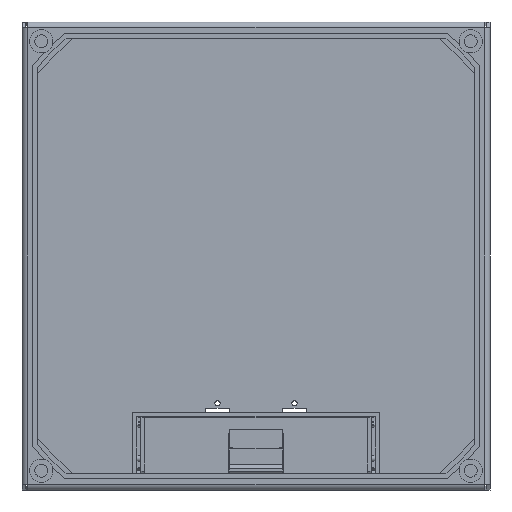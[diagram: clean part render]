
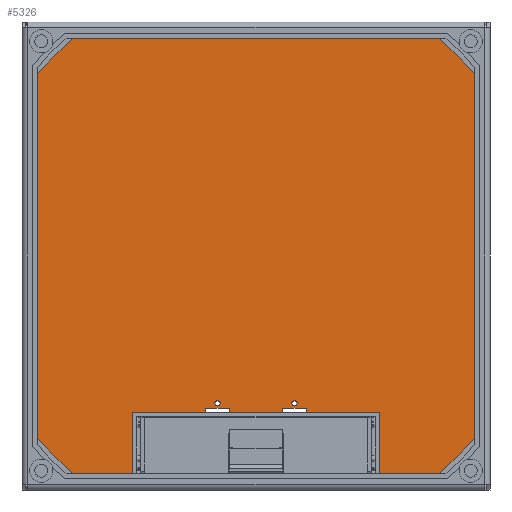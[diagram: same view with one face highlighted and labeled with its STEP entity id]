
A CAD part, front view. The second image highlights one B-rep face of the part: STEP entity #5326.
In plain terms, the highlighted planar face has unit normal (0, -1, 0).
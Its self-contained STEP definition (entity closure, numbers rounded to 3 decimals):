
#4086=DIRECTION('',(1.,0.,0.));
#4087=VECTOR('',#4086,49.3);
#4088=CARTESIAN_POINT('',(66.2,0.,-115.5));
#4089=LINE('',#4088,#4087);
#4188=DIRECTION('',(0.,0.,-1.));
#4189=VECTOR('',#4188,2.2);
#4190=CARTESIAN_POINT('',(26.2,0.,-79.1));
#4191=LINE('',#4190,#4189);
#4196=DIRECTION('',(-1.,0.,0.));
#4197=VECTOR('',#4196,27.6);
#4198=CARTESIAN_POINT('',(13.8,0.,-81.3));
#4199=LINE('',#4198,#4197);
#4200=DIRECTION('',(-1.,0.,0.));
#4201=VECTOR('',#4200,37.95);
#4202=CARTESIAN_POINT('',(-26.2,0.,-81.3));
#4203=LINE('',#4202,#4201);
#4204=DIRECTION('',(0.,0.,-1.));
#4205=VECTOR('',#4204,33.2);
#4206=CARTESIAN_POINT('',(-64.15,0.,-81.3));
#4207=LINE('',#4206,#4205);
#4208=DIRECTION('',(0.,0.,-1.));
#4209=VECTOR('',#4208,1.);
#4210=CARTESIAN_POINT('',(-66.2,0.,-114.5));
#4211=LINE('',#4210,#4209);
#4212=DIRECTION('',(-1.,0.,0.));
#4213=VECTOR('',#4212,37.95);
#4214=CARTESIAN_POINT('',(64.15,0.,-81.3));
#4215=LINE('',#4214,#4213);
#4216=CARTESIAN_POINT('',(-20.,0.,-76.5));
#4217=DIRECTION('',(0.,-1.,0.));
#4218=DIRECTION('',(-1.,0.,0.));
#4219=AXIS2_PLACEMENT_3D('',#4216,#4217,#4218);
#4221=CARTESIAN_POINT('',(-20.,0.,-76.5));
#4222=DIRECTION('',(0.,-1.,0.));
#4223=DIRECTION('',(1.,0.,0.));
#4224=AXIS2_PLACEMENT_3D('',#4221,#4222,#4223);
#4226=CARTESIAN_POINT('',(20.,0.,-76.5));
#4227=DIRECTION('',(0.,-1.,0.));
#4228=DIRECTION('',(-1.,0.,0.));
#4229=AXIS2_PLACEMENT_3D('',#4226,#4227,#4228);
#4231=CARTESIAN_POINT('',(20.,0.,-76.5));
#4232=DIRECTION('',(0.,-1.,0.));
#4233=DIRECTION('',(1.,0.,0.));
#4234=AXIS2_PLACEMENT_3D('',#4231,#4232,#4233);
#4236=DIRECTION('',(1.,0.,0.));
#4237=VECTOR('',#4236,12.4);
#4238=CARTESIAN_POINT('',(13.8,0.,-79.1));
#4239=LINE('',#4238,#4237);
#4244=DIRECTION('',(0.,0.,1.));
#4245=VECTOR('',#4244,2.2);
#4246=CARTESIAN_POINT('',(13.8,0.,-81.3));
#4247=LINE('',#4246,#4245);
#4260=DIRECTION('',(0.,0.,-1.));
#4261=VECTOR('',#4260,2.2);
#4262=CARTESIAN_POINT('',(-13.8,0.,-79.1));
#4263=LINE('',#4262,#4261);
#4268=DIRECTION('',(1.,0.,0.));
#4269=VECTOR('',#4268,12.4);
#4270=CARTESIAN_POINT('',(-26.2,0.,-79.1));
#4271=LINE('',#4270,#4269);
#4276=DIRECTION('',(0.,0.,1.));
#4277=VECTOR('',#4276,2.2);
#4278=CARTESIAN_POINT('',(-26.2,0.,-81.3));
#4279=LINE('',#4278,#4277);
#4300=DIRECTION('',(1.,0.,0.));
#4301=VECTOR('',#4300,2.05);
#4302=CARTESIAN_POINT('',(-66.2,0.,-114.5));
#4303=LINE('',#4302,#4301);
#4334=DIRECTION('',(1.,0.,0.));
#4335=VECTOR('',#4334,49.3);
#4336=CARTESIAN_POINT('',(-115.5,0.,-115.5));
#4337=LINE('',#4336,#4335);
#4450=DIRECTION('',(0.,0.,-1.));
#4451=VECTOR('',#4450,231.);
#4452=CARTESIAN_POINT('',(-115.5,0.,115.5));
#4453=LINE('',#4452,#4451);
#4538=DIRECTION('',(-1.,0.,0.));
#4539=VECTOR('',#4538,231.);
#4540=CARTESIAN_POINT('',(115.5,0.,115.5));
#4541=LINE('',#4540,#4539);
#4626=DIRECTION('',(0.,0.,1.));
#4627=VECTOR('',#4626,231.);
#4628=CARTESIAN_POINT('',(115.5,0.,-115.5));
#4629=LINE('',#4628,#4627);
#4744=DIRECTION('',(0.,0.,-1.));
#4745=VECTOR('',#4744,1.);
#4746=CARTESIAN_POINT('',(66.2,0.,-114.5));
#4747=LINE('',#4746,#4745);
#4752=DIRECTION('',(1.,0.,0.));
#4753=VECTOR('',#4752,2.05);
#4754=CARTESIAN_POINT('',(64.15,0.,-114.5));
#4755=LINE('',#4754,#4753);
#4764=DIRECTION('',(0.,0.,-1.));
#4765=VECTOR('',#4764,33.2);
#4766=CARTESIAN_POINT('',(64.15,0.,-81.3));
#4767=LINE('',#4766,#4765);
#4834=CARTESIAN_POINT('',(115.5,0.,-115.5));
#4835=VERTEX_POINT('',#4834);
#4838=CARTESIAN_POINT('',(66.2,0.,-115.5));
#4839=VERTEX_POINT('',#4838);
#4856=CARTESIAN_POINT('',(-66.2,0.,-115.5));
#4857=VERTEX_POINT('',#4856);
#4860=CARTESIAN_POINT('',(-115.5,0.,-115.5));
#4861=VERTEX_POINT('',#4860);
#4904=CARTESIAN_POINT('',(26.2,0.,-79.1));
#4905=CARTESIAN_POINT('',(26.2,0.,-81.3));
#4906=VERTEX_POINT('',#4904);
#4907=VERTEX_POINT('',#4905);
#4908=CARTESIAN_POINT('',(13.8,0.,-79.1));
#4909=VERTEX_POINT('',#4908);
#4910=CARTESIAN_POINT('',(13.8,0.,-81.3));
#4911=VERTEX_POINT('',#4910);
#4912=CARTESIAN_POINT('',(-13.8,0.,-81.3));
#4913=VERTEX_POINT('',#4912);
#4914=CARTESIAN_POINT('',(-13.8,0.,-79.1));
#4915=VERTEX_POINT('',#4914);
#4916=CARTESIAN_POINT('',(-26.2,0.,-79.1));
#4917=VERTEX_POINT('',#4916);
#4918=CARTESIAN_POINT('',(-26.2,0.,-81.3));
#4919=VERTEX_POINT('',#4918);
#4920=CARTESIAN_POINT('',(-64.15,0.,-81.3));
#4921=VERTEX_POINT('',#4920);
#4922=CARTESIAN_POINT('',(-64.15,0.,-114.5));
#4923=VERTEX_POINT('',#4922);
#4924=CARTESIAN_POINT('',(-66.2,0.,-114.5));
#4925=VERTEX_POINT('',#4924);
#4926=CARTESIAN_POINT('',(-115.5,0.,115.5));
#4927=VERTEX_POINT('',#4926);
#4928=CARTESIAN_POINT('',(115.5,0.,115.5));
#4929=VERTEX_POINT('',#4928);
#4930=CARTESIAN_POINT('',(66.2,0.,-114.5));
#4931=VERTEX_POINT('',#4930);
#4932=CARTESIAN_POINT('',(64.15,0.,-114.5));
#4933=VERTEX_POINT('',#4932);
#4934=CARTESIAN_POINT('',(64.15,0.,-81.3));
#4935=VERTEX_POINT('',#4934);
#4936=CARTESIAN_POINT('',(-21.35,0.,-76.5));
#4937=CARTESIAN_POINT('',(-18.65,0.,-76.5));
#4938=VERTEX_POINT('',#4936);
#4939=VERTEX_POINT('',#4937);
#4940=CARTESIAN_POINT('',(18.65,0.,-76.5));
#4941=CARTESIAN_POINT('',(21.35,0.,-76.5));
#4942=VERTEX_POINT('',#4940);
#4943=VERTEX_POINT('',#4941);
#5269=CARTESIAN_POINT('',(0.,0.,0.));
#5270=DIRECTION('',(0.,1.,0.));
#5271=DIRECTION('',(1.,0.,0.));
#5272=AXIS2_PLACEMENT_3D('',#5269,#5270,#5271);
#5273=PLANE('',#5272);
#5274=ORIENTED_EDGE('',*,*,#5259,.F.);
#5276=ORIENTED_EDGE('',*,*,#5275,.F.);
#5278=ORIENTED_EDGE('',*,*,#5277,.F.);
#5280=ORIENTED_EDGE('',*,*,#5279,.T.);
#5282=ORIENTED_EDGE('',*,*,#5281,.F.);
#5284=ORIENTED_EDGE('',*,*,#5283,.F.);
#5286=ORIENTED_EDGE('',*,*,#5285,.F.);
#5288=ORIENTED_EDGE('',*,*,#5287,.T.);
#5290=ORIENTED_EDGE('',*,*,#5289,.T.);
#5292=ORIENTED_EDGE('',*,*,#5291,.F.);
#5294=ORIENTED_EDGE('',*,*,#5293,.T.);
#5296=ORIENTED_EDGE('',*,*,#5295,.F.);
#5298=ORIENTED_EDGE('',*,*,#5297,.F.);
#5300=ORIENTED_EDGE('',*,*,#5299,.F.);
#5302=ORIENTED_EDGE('',*,*,#5301,.F.);
#5303=ORIENTED_EDGE('',*,*,#5145,.F.);
#5305=ORIENTED_EDGE('',*,*,#5304,.F.);
#5307=ORIENTED_EDGE('',*,*,#5306,.F.);
#5309=ORIENTED_EDGE('',*,*,#5308,.F.);
#5311=ORIENTED_EDGE('',*,*,#5310,.T.);
#5312=EDGE_LOOP('',(#5274,#5276,#5278,#5280,#5282,#5284,#5286,#5288,#5290,#5292,
#5294,#5296,#5298,#5300,#5302,#5303,#5305,#5307,#5309,#5311));
#5313=FACE_OUTER_BOUND('',#5312,.F.);
#5315=ORIENTED_EDGE('',*,*,#5314,.T.);
#5317=ORIENTED_EDGE('',*,*,#5316,.T.);
#5318=EDGE_LOOP('',(#5315,#5317));
#5319=FACE_BOUND('',#5318,.F.);
#5321=ORIENTED_EDGE('',*,*,#5320,.T.);
#5323=ORIENTED_EDGE('',*,*,#5322,.T.);
#5324=EDGE_LOOP('',(#5321,#5323));
#5325=FACE_BOUND('',#5324,.F.);
#4220=CIRCLE('',#4219,1.35);
#4225=CIRCLE('',#4224,1.35);
#4230=CIRCLE('',#4229,1.35);
#4235=CIRCLE('',#4234,1.35);
#5145=EDGE_CURVE('',#4839,#4835,#4089,.T.);
#5259=EDGE_CURVE('',#4906,#4907,#4191,.T.);
#5275=EDGE_CURVE('',#4909,#4906,#4239,.T.);
#5277=EDGE_CURVE('',#4911,#4909,#4247,.T.);
#5279=EDGE_CURVE('',#4911,#4913,#4199,.T.);
#5281=EDGE_CURVE('',#4915,#4913,#4263,.T.);
#5283=EDGE_CURVE('',#4917,#4915,#4271,.T.);
#5285=EDGE_CURVE('',#4919,#4917,#4279,.T.);
#5287=EDGE_CURVE('',#4919,#4921,#4203,.T.);
#5289=EDGE_CURVE('',#4921,#4923,#4207,.T.);
#5291=EDGE_CURVE('',#4925,#4923,#4303,.T.);
#5293=EDGE_CURVE('',#4925,#4857,#4211,.T.);
#5295=EDGE_CURVE('',#4861,#4857,#4337,.T.);
#5297=EDGE_CURVE('',#4927,#4861,#4453,.T.);
#5299=EDGE_CURVE('',#4929,#4927,#4541,.T.);
#5301=EDGE_CURVE('',#4835,#4929,#4629,.T.);
#5304=EDGE_CURVE('',#4931,#4839,#4747,.T.);
#5306=EDGE_CURVE('',#4933,#4931,#4755,.T.);
#5308=EDGE_CURVE('',#4935,#4933,#4767,.T.);
#5310=EDGE_CURVE('',#4935,#4907,#4215,.T.);
#5314=EDGE_CURVE('',#4938,#4939,#4220,.T.);
#5316=EDGE_CURVE('',#4939,#4938,#4225,.T.);
#5320=EDGE_CURVE('',#4942,#4943,#4230,.T.);
#5322=EDGE_CURVE('',#4943,#4942,#4235,.T.);
#5326=ADVANCED_FACE('',(#5313,#5319,#5325),#5273,.F.);
